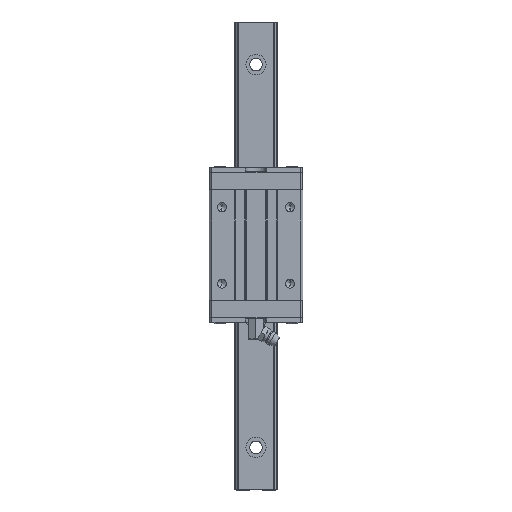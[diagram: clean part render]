
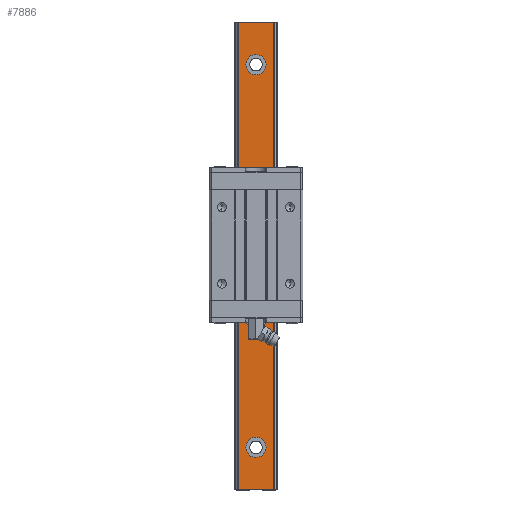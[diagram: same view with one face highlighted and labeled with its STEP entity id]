
A CAD part, top view. The second image highlights one B-rep face of the part: STEP entity #7886.
In plain terms, the highlighted planar face has unit normal (0, 0, 1).
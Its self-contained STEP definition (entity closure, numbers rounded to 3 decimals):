
#9 = DIRECTION ( 'NONE',  ( 1., 0., 0. ) ) ;
#19 = AXIS2_PLACEMENT_3D ( 'NONE', #6542, #1862, #7360 ) ;
#128 = DIRECTION ( 'NONE',  ( 0., 0., 1. ) ) ;
#210 = EDGE_LOOP ( 'NONE', ( #753, #2432 ) ) ;
#298 = DIRECTION ( 'NONE',  ( 0., 1., 0. ) ) ;
#326 = CARTESIAN_POINT ( 'NONE',  ( 8.25, 110., 16.5 ) ) ;
#627 = VERTEX_POINT ( 'NONE', #985 ) ;
#740 = AXIS2_PLACEMENT_3D ( 'NONE', #9450, #4703, #9 ) ;
#753 = ORIENTED_EDGE ( 'NONE', *, *, #7105, .T. ) ;
#985 = CARTESIAN_POINT ( 'NONE',  ( 8.25, -110., 16.5 ) ) ;
#1283 = CIRCLE ( 'NONE', #10000, 4.75 ) ;
#1559 = VECTOR ( 'NONE', #9347, 1000. ) ;
#1615 = DIRECTION ( 'NONE',  ( 0., 0., -1. ) ) ;
#1646 = FACE_BOUND ( 'NONE', #5528, .T. ) ;
#1675 = ORIENTED_EDGE ( 'NONE', *, *, #4785, .T. ) ;
#1681 = LINE ( 'NONE', #4284, #3755 ) ;
#1796 = DIRECTION ( 'NONE',  ( 0., 0., -1. ) ) ;
#1862 = DIRECTION ( 'NONE',  ( 0., 0., -1. ) ) ;
#1913 = EDGE_LOOP ( 'NONE', ( #6957, #8128 ) ) ;
#1997 = DIRECTION ( 'NONE',  ( 0., 0., -1. ) ) ;
#2101 = VERTEX_POINT ( 'NONE', #3134 ) ;
#2156 = CARTESIAN_POINT ( 'NONE',  ( 4.75, 30., 16.5 ) ) ;
#2432 = ORIENTED_EDGE ( 'NONE', *, *, #5927, .T. ) ;
#2500 = DIRECTION ( 'NONE',  ( 0., 0., -1. ) ) ;
#2582 = AXIS2_PLACEMENT_3D ( 'NONE', #4824, #128, #5630 ) ;
#2663 = EDGE_CURVE ( 'NONE', #5753, #627, #3641, .T. ) ;
#2820 = CARTESIAN_POINT ( 'NONE',  ( -8.25, 110., 16.5 ) ) ;
#2999 = CARTESIAN_POINT ( 'NONE',  ( 4.75, -30., 16.5 ) ) ;
#3022 = CARTESIAN_POINT ( 'NONE',  ( 8.25, -110., 16.5 ) ) ;
#3134 = CARTESIAN_POINT ( 'NONE',  ( 4.75, 90., 16.5 ) ) ;
#3251 = PLANE ( 'NONE',  #2582 ) ;
#3421 = ORIENTED_EDGE ( 'NONE', *, *, #2663, .T. ) ;
#3641 = LINE ( 'NONE', #3022, #1559 ) ;
#3692 = AXIS2_PLACEMENT_3D ( 'NONE', #6679, #1997, #7500 ) ;
#3755 = VECTOR ( 'NONE', #9033, 1000. ) ;
#4016 = EDGE_LOOP ( 'NONE', ( #8167, #7807, #3421, #1675 ) ) ;
#4186 = EDGE_CURVE ( 'NONE', #2101, #9110, #7048, .T. ) ;
#4284 = CARTESIAN_POINT ( 'NONE',  ( -8.25, -110., 16.5 ) ) ;
#4430 = CARTESIAN_POINT ( 'NONE',  ( 0., 30., 16.5 ) ) ;
#4431 = CARTESIAN_POINT ( 'NONE',  ( 0., -30., 16.5 ) ) ;
#4452 = ORIENTED_EDGE ( 'NONE', *, *, #5796, .T. ) ;
#4529 = EDGE_CURVE ( 'NONE', #9009, #7595, #6732, .T. ) ;
#4547 = CARTESIAN_POINT ( 'NONE',  ( -4.75, -30., 16.5 ) ) ;
#4652 = VECTOR ( 'NONE', #7703, 1000. ) ;
#4668 = CIRCLE ( 'NONE', #4898, 4.75 ) ;
#4703 = DIRECTION ( 'NONE',  ( 0., 0., -1. ) ) ;
#4767 = VERTEX_POINT ( 'NONE', #8922 ) ;
#4785 = EDGE_CURVE ( 'NONE', #627, #9009, #7109, .T. ) ;
#4801 = EDGE_LOOP ( 'NONE', ( #4803, #4452 ) ) ;
#4803 = ORIENTED_EDGE ( 'NONE', *, *, #8191, .T. ) ;
#4824 = CARTESIAN_POINT ( 'NONE',  ( 8.25, -110., 16.5 ) ) ;
#4898 = AXIS2_PLACEMENT_3D ( 'NONE', #4430, #9982, #5232 ) ;
#5232 = DIRECTION ( 'NONE',  ( 1., 0., 0. ) ) ;
#5233 = DIRECTION ( 'NONE',  ( 1., 0., 0. ) ) ;
#5528 = EDGE_LOOP ( 'NONE', ( #8729, #6140 ) ) ;
#5544 = EDGE_CURVE ( 'NONE', #9955, #7666, #6227, .T. ) ;
#5630 = DIRECTION ( 'NONE',  ( 1., 0., 0. ) ) ;
#5682 = EDGE_CURVE ( 'NONE', #9110, #2101, #9461, .T. ) ;
#5713 = CIRCLE ( 'NONE', #8659, 4.75 ) ;
#5753 = VERTEX_POINT ( 'NONE', #6481 ) ;
#5796 = EDGE_CURVE ( 'NONE', #4767, #6154, #8713, .T. ) ;
#5826 = FACE_BOUND ( 'NONE', #210, .T. ) ;
#5893 = EDGE_CURVE ( 'NONE', #7595, #5753, #1681, .T. ) ;
#5927 = EDGE_CURVE ( 'NONE', #6673, #7265, #7467, .T. ) ;
#6067 = FACE_OUTER_BOUND ( 'NONE', #4016, .T. ) ;
#6076 = CARTESIAN_POINT ( 'NONE',  ( 8.25, 110., 16.5 ) ) ;
#6140 = ORIENTED_EDGE ( 'NONE', *, *, #5544, .T. ) ;
#6154 = VERTEX_POINT ( 'NONE', #10170 ) ;
#6227 = CIRCLE ( 'NONE', #740, 4.75 ) ;
#6308 = CARTESIAN_POINT ( 'NONE',  ( 0., -90., 16.5 ) ) ;
#6461 = CARTESIAN_POINT ( 'NONE',  ( -4.75, 30., 16.5 ) ) ;
#6481 = CARTESIAN_POINT ( 'NONE',  ( -8.25, -110., 16.5 ) ) ;
#6485 = CARTESIAN_POINT ( 'NONE',  ( 0., 90., 16.5 ) ) ;
#6513 = AXIS2_PLACEMENT_3D ( 'NONE', #7220, #2500, #8014 ) ;
#6542 = CARTESIAN_POINT ( 'NONE',  ( 0., -90., 16.5 ) ) ;
#6673 = VERTEX_POINT ( 'NONE', #4547 ) ;
#6679 = CARTESIAN_POINT ( 'NONE',  ( 0., -30., 16.5 ) ) ;
#6732 = LINE ( 'NONE', #6076, #4652 ) ;
#6957 = ORIENTED_EDGE ( 'NONE', *, *, #4186, .T. ) ;
#7048 = CIRCLE ( 'NONE', #8789, 4.75 ) ;
#7105 = EDGE_CURVE ( 'NONE', #7265, #6673, #5713, .T. ) ;
#7108 = DIRECTION ( 'NONE',  ( 1., 0., 0. ) ) ;
#7109 = LINE ( 'NONE', #9751, #8735 ) ;
#7220 = CARTESIAN_POINT ( 'NONE',  ( 0., 90., 16.5 ) ) ;
#7265 = VERTEX_POINT ( 'NONE', #2999 ) ;
#7295 = DIRECTION ( 'NONE',  ( 1., 0., 0. ) ) ;
#7360 = DIRECTION ( 'NONE',  ( 1., 0., 0. ) ) ;
#7467 = CIRCLE ( 'NONE', #3692, 4.75 ) ;
#7500 = DIRECTION ( 'NONE',  ( 1., 0., 0. ) ) ;
#7513 = CARTESIAN_POINT ( 'NONE',  ( -4.75, 90., 16.5 ) ) ;
#7595 = VERTEX_POINT ( 'NONE', #2820 ) ;
#7666 = VERTEX_POINT ( 'NONE', #2156 ) ;
#7703 = DIRECTION ( 'NONE',  ( -1., 0., 0. ) ) ;
#7807 = ORIENTED_EDGE ( 'NONE', *, *, #5893, .T. ) ;
#7886 = ADVANCED_FACE ( 'NONE', ( #6067, #7922, #1646, #5826, #9796 ), #3251, .T. ) ;
#7922 = FACE_BOUND ( 'NONE', #1913, .T. ) ;
#8014 = DIRECTION ( 'NONE',  ( 1., 0., 0. ) ) ;
#8128 = ORIENTED_EDGE ( 'NONE', *, *, #5682, .T. ) ;
#8167 = ORIENTED_EDGE ( 'NONE', *, *, #4529, .T. ) ;
#8191 = EDGE_CURVE ( 'NONE', #6154, #4767, #1283, .T. ) ;
#8659 = AXIS2_PLACEMENT_3D ( 'NONE', #4431, #9983, #5233 ) ;
#8713 = CIRCLE ( 'NONE', #19, 4.75 ) ;
#8729 = ORIENTED_EDGE ( 'NONE', *, *, #10222, .T. ) ;
#8735 = VECTOR ( 'NONE', #298, 1000. ) ;
#8789 = AXIS2_PLACEMENT_3D ( 'NONE', #6485, #1796, #7295 ) ;
#8922 = CARTESIAN_POINT ( 'NONE',  ( -4.75, -90., 16.5 ) ) ;
#9009 = VERTEX_POINT ( 'NONE', #326 ) ;
#9033 = DIRECTION ( 'NONE',  ( 0., -1., 0. ) ) ;
#9110 = VERTEX_POINT ( 'NONE', #7513 ) ;
#9347 = DIRECTION ( 'NONE',  ( 1., 0., 0. ) ) ;
#9450 = CARTESIAN_POINT ( 'NONE',  ( 0., 30., 16.5 ) ) ;
#9461 = CIRCLE ( 'NONE', #6513, 4.75 ) ;
#9751 = CARTESIAN_POINT ( 'NONE',  ( 8.25, -110., 16.5 ) ) ;
#9796 = FACE_BOUND ( 'NONE', #4801, .T. ) ;
#9955 = VERTEX_POINT ( 'NONE', #6461 ) ;
#9982 = DIRECTION ( 'NONE',  ( 0., 0., -1. ) ) ;
#9983 = DIRECTION ( 'NONE',  ( 0., 0., -1. ) ) ;
#10000 = AXIS2_PLACEMENT_3D ( 'NONE', #6308, #1615, #7108 ) ;
#10170 = CARTESIAN_POINT ( 'NONE',  ( 4.75, -90., 16.5 ) ) ;
#10222 = EDGE_CURVE ( 'NONE', #7666, #9955, #4668, .T. ) ;
